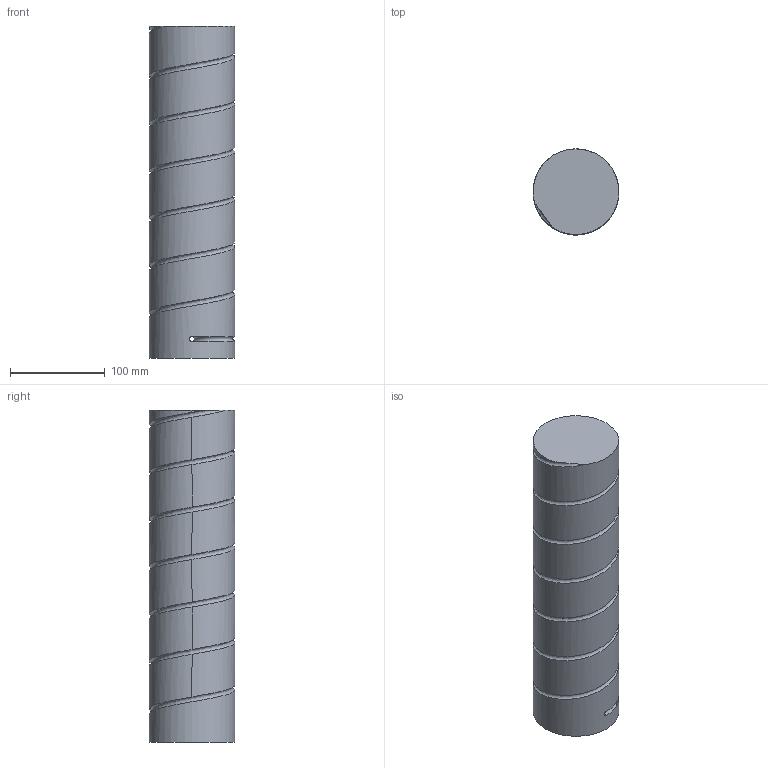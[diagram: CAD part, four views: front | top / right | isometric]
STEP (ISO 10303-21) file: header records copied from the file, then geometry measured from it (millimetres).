
FILE_DESCRIPTION(/* description */ (''),/* implementation_level */ '2;1');
FILE_NAME(/* name */ '3DVorlage Antenne 1.0 v2.step',/* time_stamp */ '2025-07-09T18:38:33+02:00',/* author */ (''),/* organization */ (''),/* preprocessor_version */ 'ST-DEVELOPER v20.1',/* originating_system */ 'Autodesk Translation Framework v14.10.0.0',/* authorisation */ '');
FILE_SCHEMA (('AUTOMOTIVE_DESIGN { 1 0 10303 214 3 1 1 }'));
Length unit declared in the file: millimetre
Products named in the file (1): 3DVorlage Antenne 1.0
Bounding box: 90.31 x 90.3 x 350 mm (x, y, z)
Volume: 2215758.5 mm3; surface area: 119997.7 mm2
Topology: 1 solids, 1 shells, 19 faces, 51 edges, 33 vertices
Faces by surface type: cylinder 10, plane 6, torus 2, bspline 1
Full cylindrical faces by diameter (mm): 5.2 x1, 90.3 x7
Entity records: 1697 total; most frequent: CARTESIAN_POINT 1216, ORIENTED_EDGE 102, DIRECTION 81, EDGE_CURVE 51, VERTEX_POINT 33, AXIS2_PLACEMENT_3D 33, B_SPLINE_CURVE_WITH_KNOTS 22, EDGE_LOOP 20
